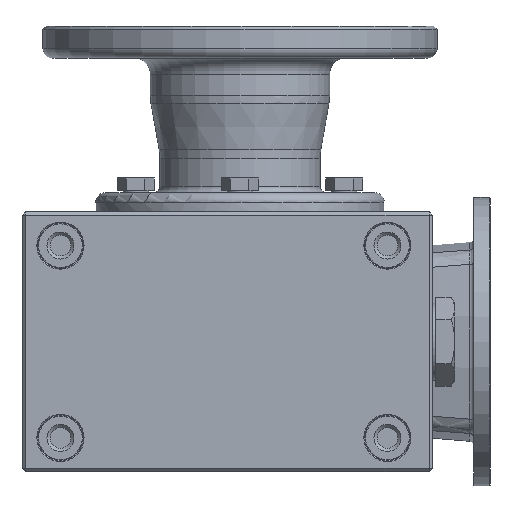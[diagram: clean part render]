
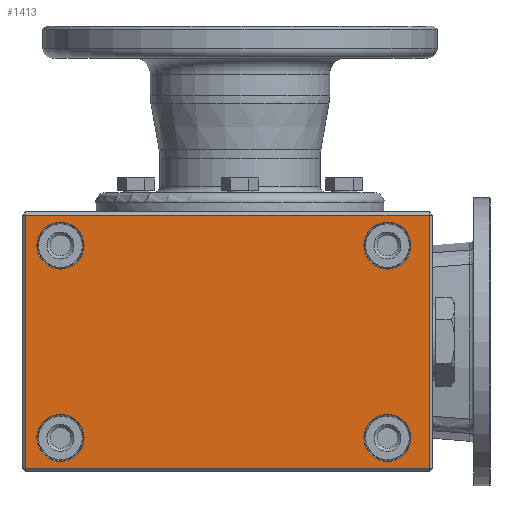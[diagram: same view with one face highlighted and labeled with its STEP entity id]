
A CAD part, front view. The second image highlights one B-rep face of the part: STEP entity #1413.
In plain terms, the highlighted planar face has unit normal (0, -1, 0).
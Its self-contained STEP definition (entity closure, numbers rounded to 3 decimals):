
#1413 = ADVANCED_FACE( '', ( #3161, #3162, #3163, #3164, #3165 ), #3166, .F. );
#3161 = FACE_OUTER_BOUND( '', #5580, .T. );
#3162 = FACE_BOUND( '', #5581, .T. );
#3163 = FACE_BOUND( '', #5582, .T. );
#3164 = FACE_BOUND( '', #5583, .T. );
#3165 = FACE_BOUND( '', #5584, .T. );
#3166 = PLANE( '', #5585 );
#5580 = EDGE_LOOP( '', ( #9164, #9165, #9166, #9167 ) );
#5581 = EDGE_LOOP( '', ( #9168 ) );
#5582 = EDGE_LOOP( '', ( #9169 ) );
#5583 = EDGE_LOOP( '', ( #9170 ) );
#5584 = EDGE_LOOP( '', ( #9171 ) );
#5585 = AXIS2_PLACEMENT_3D( '', #9172, #9173, #9174 );
#9164 = ORIENTED_EDGE( '', *, *, #10455, .T. );
#9165 = ORIENTED_EDGE( '', *, *, #11015, .T. );
#9166 = ORIENTED_EDGE( '', *, *, #10453, .T. );
#9167 = ORIENTED_EDGE( '', *, *, #10675, .T. );
#9168 = ORIENTED_EDGE( '', *, *, #9988, .T. );
#9169 = ORIENTED_EDGE( '', *, *, #11016, .T. );
#9170 = ORIENTED_EDGE( '', *, *, #9847, .T. );
#9171 = ORIENTED_EDGE( '', *, *, #10666, .T. );
#9172 = CARTESIAN_POINT( '', ( -68., -60., -40.5 ) );
#9173 = DIRECTION( '', ( 0., 1., 0. ) );
#9174 = DIRECTION( '', ( 0., 0., -1. ) );
#9847 = EDGE_CURVE( '', #11237, #11237, #11238, .T. );
#9988 = EDGE_CURVE( '', #11474, #11474, #11475, .T. );
#10453 = EDGE_CURVE( '', #12196, #12198, #12200, .T. );
#10455 = EDGE_CURVE( '', #11952, #11320, #12202, .T. );
#10666 = EDGE_CURVE( '', #12503, #12503, #12504, .T. );
#10675 = EDGE_CURVE( '', #12198, #11952, #12516, .F. );
#11015 = EDGE_CURVE( '', #11320, #12196, #12946, .T. );
#11016 = EDGE_CURVE( '', #12947, #12947, #12948, .T. );
#11237 = VERTEX_POINT( '', #13214 );
#11238 = CIRCLE( '', #13215, 7.35 );
#11320 = VERTEX_POINT( '', #13330 );
#11474 = VERTEX_POINT( '', #13521 );
#11475 = CIRCLE( '', #13522, 7.35 );
#11952 = VERTEX_POINT( '', #14177 );
#12196 = VERTEX_POINT( '', #14496 );
#12198 = VERTEX_POINT( '', #14499 );
#12200 = LINE( '', #14502, #14503 );
#12202 = LINE( '', #14505, #14506 );
#12503 = VERTEX_POINT( '', #15051 );
#12504 = CIRCLE( '', #15052, 7.35 );
#12516 = LINE( '', #15066, #15067 );
#12946 = LINE( '', #15742, #15743 );
#12947 = VERTEX_POINT( '', #15744 );
#12948 = CIRCLE( '', #15745, 7.35 );
#13214 = CARTESIAN_POINT( '', ( -48.65, -60., 30. ) );
#13215 = AXIS2_PLACEMENT_3D( '', #16007, #16008, #16009 );
#13330 = CARTESIAN_POINT( '', ( 59., -60., 39.5 ) );
#13521 = CARTESIAN_POINT( '', ( 53.35, -60., -30. ) );
#13522 = AXIS2_PLACEMENT_3D( '', #16209, #16210, #16211 );
#14177 = CARTESIAN_POINT( '', ( 59., -60., -39.5 ) );
#14496 = CARTESIAN_POINT( '', ( -67., -60., 39.5 ) );
#14499 = CARTESIAN_POINT( '', ( -67., -60., -39.5 ) );
#14502 = CARTESIAN_POINT( '', ( -67., -60., -40.5 ) );
#14503 = VECTOR( '', #16895, 1000. );
#14505 = CARTESIAN_POINT( '', ( 59., -60., -40.5 ) );
#14506 = VECTOR( '', #16896, 1000. );
#15051 = CARTESIAN_POINT( '', ( 53.35, -60., 30. ) );
#15052 = AXIS2_PLACEMENT_3D( '', #17175, #17176, #17177 );
#15066 = CARTESIAN_POINT( '', ( -68., -60., -39.5 ) );
#15067 = VECTOR( '', #17186, 1000. );
#15742 = CARTESIAN_POINT( '', ( -68., -60., 39.5 ) );
#15743 = VECTOR( '', #17525, 1000. );
#15744 = CARTESIAN_POINT( '', ( -48.65, -60., -30. ) );
#15745 = AXIS2_PLACEMENT_3D( '', #17526, #17527, #17528 );
#16007 = CARTESIAN_POINT( '', ( -56., -60., 30. ) );
#16008 = DIRECTION( '', ( 0., 1., 0. ) );
#16009 = DIRECTION( '', ( 1., 0., 0. ) );
#16209 = CARTESIAN_POINT( '', ( 46., -60., -30. ) );
#16210 = DIRECTION( '', ( 0., 1., 0. ) );
#16211 = DIRECTION( '', ( 1., 0., 0. ) );
#16895 = DIRECTION( '', ( 0., 0., -1. ) );
#16896 = DIRECTION( '', ( 0., 0., 1. ) );
#17175 = CARTESIAN_POINT( '', ( 46., -60., 30. ) );
#17176 = DIRECTION( '', ( 0., 1., 0. ) );
#17177 = DIRECTION( '', ( 1., 0., 0. ) );
#17186 = DIRECTION( '', ( -1., 0., 0. ) );
#17525 = DIRECTION( '', ( -1., 0., 0. ) );
#17526 = CARTESIAN_POINT( '', ( -56., -60., -30. ) );
#17527 = DIRECTION( '', ( 0., 1., 0. ) );
#17528 = DIRECTION( '', ( 1., 0., 0. ) );
